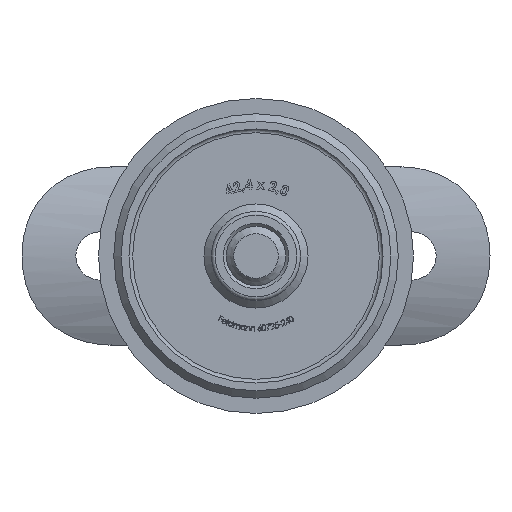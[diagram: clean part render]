
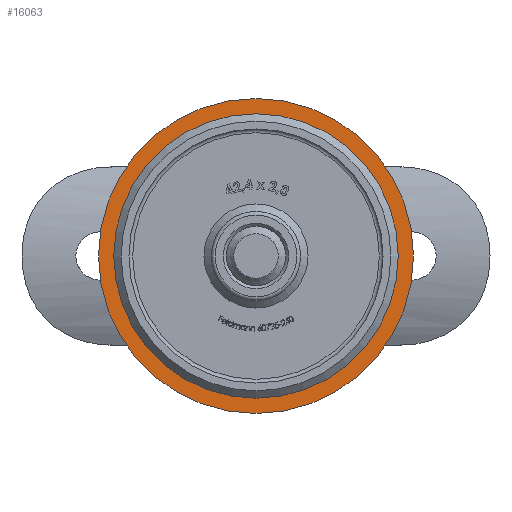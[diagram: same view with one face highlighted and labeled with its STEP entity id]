
A CAD part, front view. The second image highlights one B-rep face of the part: STEP entity #16063.
In plain terms, the highlighted planar face has unit normal (0, -1, 0).
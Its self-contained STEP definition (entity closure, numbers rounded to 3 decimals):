
#913 = DIRECTION ( 'NONE',  ( 0., -1., 0. ) ) ;
#1046 = VERTEX_POINT ( 'NONE', #15727 ) ;
#2400 = DIRECTION ( 'NONE',  ( 0., 0., -1. ) ) ;
#2598 = EDGE_CURVE ( 'NONE', #10176, #10176, #22010, .T. ) ;
#3929 = DIRECTION ( 'NONE',  ( 0., -1., 0. ) ) ;
#4378 = FACE_OUTER_BOUND ( 'NONE', #22025, .T. ) ;
#4792 = EDGE_LOOP ( 'NONE', ( #17474 ) ) ;
#5363 = EDGE_CURVE ( 'NONE', #1046, #1046, #5870, .T. ) ;
#5757 = FACE_BOUND ( 'NONE', #4792, .T. ) ;
#5870 = CIRCLE ( 'NONE', #19240, 21.2 ) ;
#7165 = PLANE ( 'NONE',  #16244 ) ;
#7358 = DIRECTION ( 'NONE',  ( 0., -1., 0. ) ) ;
#8942 = DIRECTION ( 'NONE',  ( 0., 0., -1. ) ) ;
#9686 = AXIS2_PLACEMENT_3D ( 'NONE', #11170, #913, #2400 ) ;
#10176 = VERTEX_POINT ( 'NONE', #17139 ) ;
#10625 = CARTESIAN_POINT ( 'NONE',  ( 21.2, 20., 0. ) ) ;
#11170 = CARTESIAN_POINT ( 'NONE',  ( 0., 20., 0. ) ) ;
#15727 = CARTESIAN_POINT ( 'NONE',  ( 0., 20., -21.2 ) ) ;
#16063 = ADVANCED_FACE ( 'NONE', ( #4378, #5757 ), #7165, .T. ) ;
#16244 = AXIS2_PLACEMENT_3D ( 'NONE', #10625, #3929, #19185 ) ;
#17139 = CARTESIAN_POINT ( 'NONE',  ( 0., 20., -18.95 ) ) ;
#17474 = ORIENTED_EDGE ( 'NONE', *, *, #2598, .F. ) ;
#18916 = CARTESIAN_POINT ( 'NONE',  ( 0., 20., 0. ) ) ;
#19185 = DIRECTION ( 'NONE',  ( 0., 0., -1. ) ) ;
#19240 = AXIS2_PLACEMENT_3D ( 'NONE', #18916, #7358, #8942 ) ;
#19247 = ORIENTED_EDGE ( 'NONE', *, *, #5363, .T. ) ;
#22010 = CIRCLE ( 'NONE', #9686, 18.95 ) ;
#22025 = EDGE_LOOP ( 'NONE', ( #19247 ) ) ;
